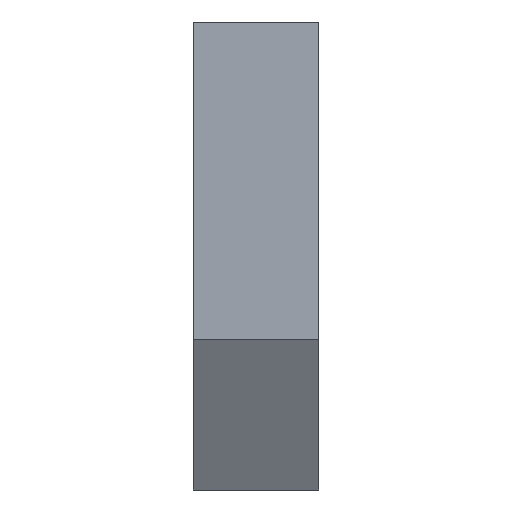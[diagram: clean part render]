
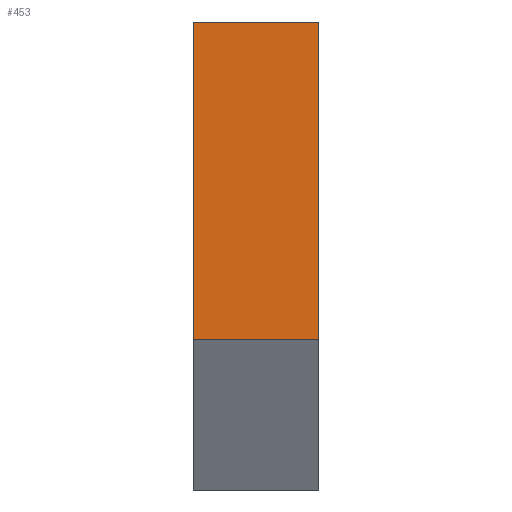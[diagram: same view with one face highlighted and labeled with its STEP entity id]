
A CAD part, left-side view. The second image highlights one B-rep face of the part: STEP entity #453.
In plain terms, the highlighted planar face has unit normal (-1, 0, 0).
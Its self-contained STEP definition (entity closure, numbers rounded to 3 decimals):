
#73=DIRECTION('',(0.,0.,1.));
#74=VECTOR('',#73,19.);
#75=CARTESIAN_POINT('',(-34.886,0.,-19.));
#76=LINE('',#75,#74);
#93=DIRECTION('',(0.,1.,0.));
#94=VECTOR('',#93,7.5);
#95=CARTESIAN_POINT('',(-34.886,0.,0.));
#96=LINE('',#95,#94);
#97=DIRECTION('',(0.,1.,0.));
#98=VECTOR('',#97,7.5);
#99=CARTESIAN_POINT('',(-34.886,0.,-19.));
#100=LINE('',#99,#98);
#173=DIRECTION('',(0.,0.,1.));
#174=VECTOR('',#173,19.);
#175=CARTESIAN_POINT('',(-34.886,7.5,-19.));
#176=LINE('',#175,#174);
#277=CARTESIAN_POINT('',(-34.886,0.,0.));
#279=VERTEX_POINT('',#277);
#313=CARTESIAN_POINT('',(-34.886,0.,-19.));
#314=VERTEX_POINT('',#313);
#315=CARTESIAN_POINT('',(-34.886,7.5,0.));
#317=VERTEX_POINT('',#315);
#351=CARTESIAN_POINT('',(-34.886,7.5,-19.));
#352=VERTEX_POINT('',#351);
#440=CARTESIAN_POINT('',(-34.886,0.,-19.));
#441=DIRECTION('',(-1.,0.,0.));
#442=DIRECTION('',(0.,0.,1.));
#443=AXIS2_PLACEMENT_3D('',#440,#441,#442);
#444=PLANE('',#443);
#445=ORIENTED_EDGE('',*,*,#410,.F.);
#447=ORIENTED_EDGE('',*,*,#446,.T.);
#449=ORIENTED_EDGE('',*,*,#448,.T.);
#450=ORIENTED_EDGE('',*,*,#431,.F.);
#451=EDGE_LOOP('',(#445,#447,#449,#450));
#452=FACE_OUTER_BOUND('',#451,.F.);
#453=ADVANCED_FACE('',(#452),#444,.T.);
#410=EDGE_CURVE('',#314,#279,#76,.T.);
#431=EDGE_CURVE('',#279,#317,#96,.T.);
#446=EDGE_CURVE('',#314,#352,#100,.T.);
#448=EDGE_CURVE('',#352,#317,#176,.T.);
